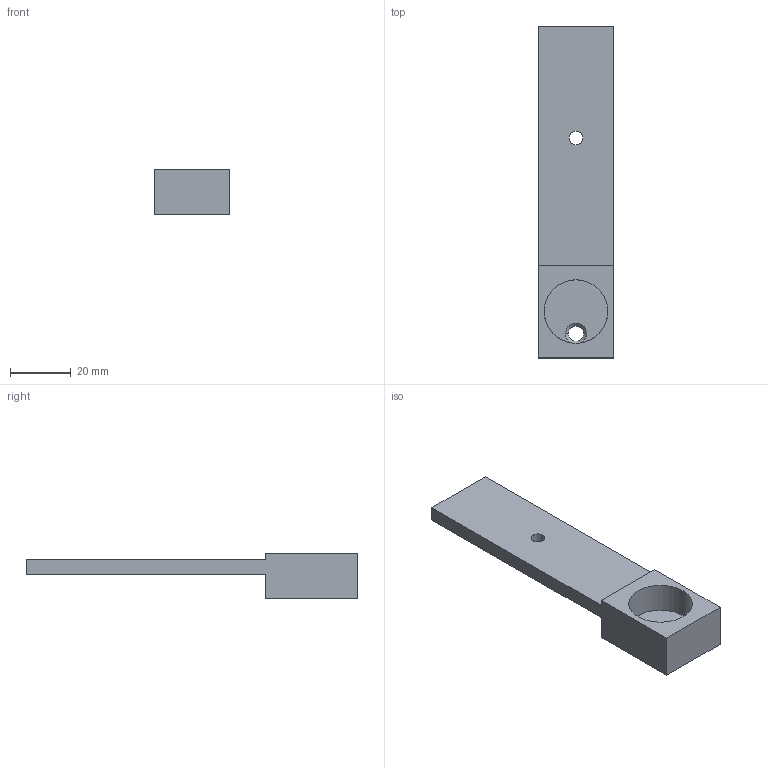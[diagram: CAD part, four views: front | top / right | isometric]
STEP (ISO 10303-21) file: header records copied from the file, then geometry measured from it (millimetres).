
FILE_DESCRIPTION(('CATIA V5 STEP Exchange','CAx-IF Rec.Pracs.--- Model Styling and Organization---1.4--- 2014-01-23','CAx-IF Rec.Pracs.---3D Tessellated Data Validation Properties---0.5---2014-09-14'),'2;1');
FILE_NAME('Halterung LVDT unten.stp','2023-01-31T11:35:56+00:00',('none'),('none'),'CATIA Version 5-6 Release 2018 SP1 HF12','CATIA V5 STEP AP242','none');
FILE_SCHEMA(('AP242_MANAGED_MODEL_BASED_3D_ENGINEERING_MIM_LF {1 0 10303 442 1 1 4}'));
Length unit declared in the file: millimetre
Products named in the file (1): Halterung LVDT unten
Bounding box: 25 x 109.62 x 15 mm (x, y, z)
Volume: 17707.4 mm3; surface area: 8670 mm2
Topology: 1 solids, 1 shells, 19 faces, 49 edges, 32 vertices
Faces by surface type: plane 11, cylinder 6, cone 2
Entity records: 578 total; most frequent: CARTESIAN_POINT 101, ORIENTED_EDGE 98, DIRECTION 78, EDGE_CURVE 49, VECTOR 32, AXIS2_PLACEMENT_3D 32, LINE 32, VERTEX_POINT 32
